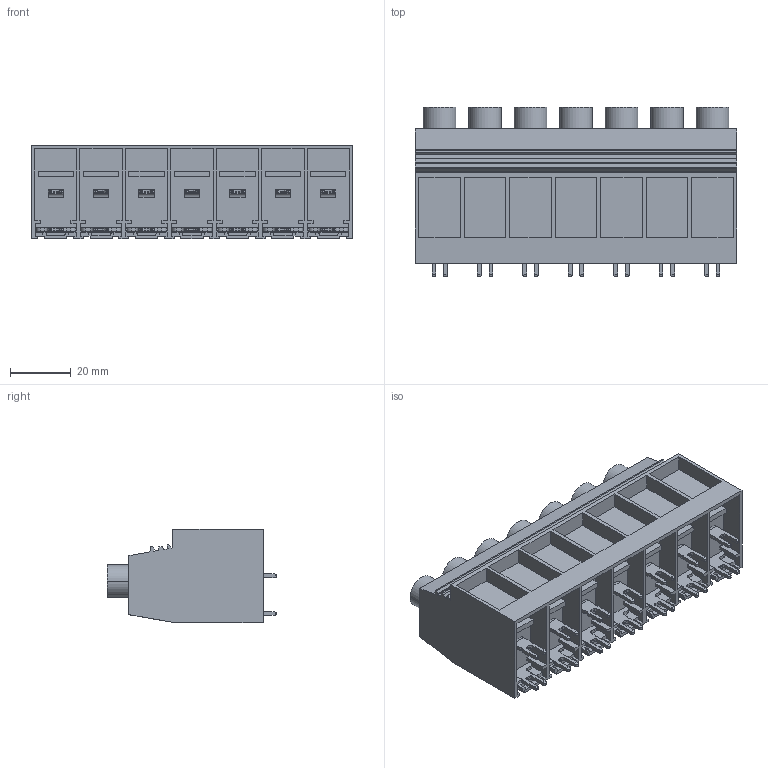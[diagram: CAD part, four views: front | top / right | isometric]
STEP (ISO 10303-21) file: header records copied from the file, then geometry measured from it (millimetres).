
FILE_DESCRIPTION(('CATIA V5 STEP Exchange','CAx-IF Rec.Pracs.--- Model Styling and Organization---1.2---2011-12-15'),'2;1');
FILE_NAME ('D1451656_0_1386550000_1386550000.stp','2016-10-28T10:54:37+00:00',('none'),('Weidmueller'),'CATIA Version 5-6 Release 2014','CATIA V5 STEP AP214','none');
FILE_SCHEMA(('AUTOMOTIVE_DESIGN { 1 0 10303 214 1 1 1 1 }'));
Length unit declared in the file: millimetre
Products named in the file (1): 1386550000_S
Bounding box: 106 x 56 x 31 mm (x, y, z)
Volume: 103319.9 mm3; surface area: 34465.4 mm2
Topology: 22 solids, 22 shells, 1054 faces, 3034 edges, 2052 vertices
Faces by surface type: plane 765, cylinder 289
Entity records: 32829 total; most frequent: CARTESIAN_POINT 6611, ORIENTED_EDGE 6068, DIRECTION 4144, EDGE_CURVE 3034, VECTOR 2428, LINE 2428, VERTEX_POINT 2052, AXIS2_PLACEMENT_3D 1099
